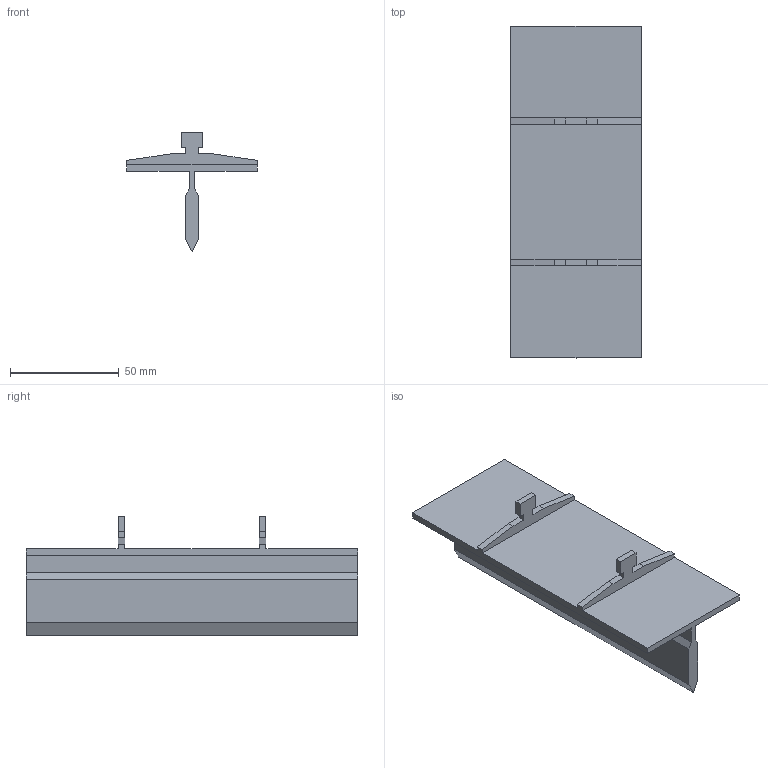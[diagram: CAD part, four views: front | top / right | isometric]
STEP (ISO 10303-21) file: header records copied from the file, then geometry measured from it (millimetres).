
FILE_DESCRIPTION (( 'STEP AP214' ), '1' );
FILE_NAME ('NH-P1.2.STEP', '2017-06-29T11:19:38', ( '' ), ( '' ), 'SwSTEP 2.0', 'SolidWorks 2017', '' );
FILE_SCHEMA (( 'AUTOMOTIVE_DESIGN' ));
Length unit declared in the file: millimetre
Products named in the file (2): NH-P1.2; NH-P1.2.3-F-1
Assembly tree (1 placements, depth 2):
  NH-P1.2
    NH-P1.2.3-F-1
Bounding box: 60 x 152.5 x 55 mm (x, y, z)
Volume: 55457.4 mm3; surface area: 32687.2 mm2
Topology: 1 solids, 1 shells, 43 faces, 123 edges, 82 vertices
Faces by surface type: plane 43
Entity records: 1443 total; most frequent: CARTESIAN_POINT 252, ORIENTED_EDGE 246, DIRECTION 217, EDGE_CURVE 123, LINE 123, VECTOR 123, VERTEX_POINT 82, AXIS2_PLACEMENT_3D 47
